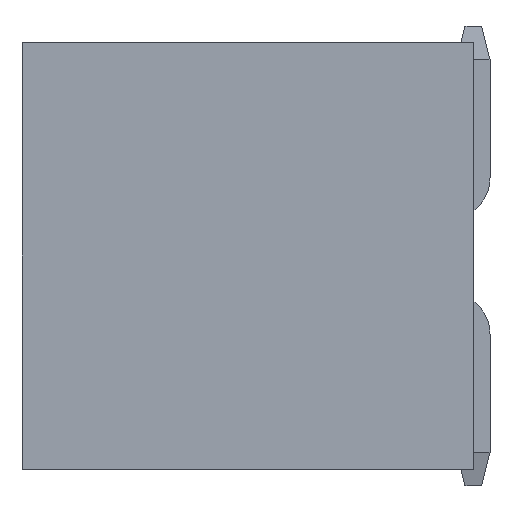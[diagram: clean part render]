
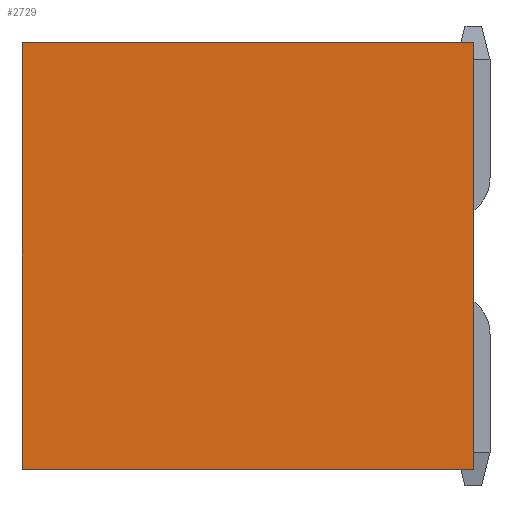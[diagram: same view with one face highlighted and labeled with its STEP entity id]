
A CAD part, left-side view. The second image highlights one B-rep face of the part: STEP entity #2729.
In plain terms, the highlighted planar face has unit normal (-1, 0, 0).
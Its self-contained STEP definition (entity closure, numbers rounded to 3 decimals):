
#113 = CARTESIAN_POINT ( 'NONE',  ( -15.85, 0., 0. ) ) ;
#260 = DIRECTION ( 'NONE',  ( -1., 0., 0. ) ) ;
#294 = CARTESIAN_POINT ( 'NONE',  ( -15.85, 0., -2.55 ) ) ;
#414 = LINE ( 'NONE', #3500, #3606 ) ;
#473 = ORIENTED_EDGE ( 'NONE', *, *, #2517, .T. ) ;
#535 = ORIENTED_EDGE ( 'NONE', *, *, #3274, .F. ) ;
#566 = CARTESIAN_POINT ( 'NONE',  ( -15.85, 5.4, 0. ) ) ;
#626 = VERTEX_POINT ( 'NONE', #628 ) ;
#628 = CARTESIAN_POINT ( 'NONE',  ( -15.85, 5.4, 2.55 ) ) ;
#649 = VERTEX_POINT ( 'NONE', #3757 ) ;
#793 = AXIS2_PLACEMENT_3D ( 'NONE', #294, #260, #3086 ) ;
#882 = CARTESIAN_POINT ( 'NONE',  ( -15.85, 0., -2.55 ) ) ;
#909 = VECTOR ( 'NONE', #3037, 1000. ) ;
#948 = LINE ( 'NONE', #1739, #1919 ) ;
#1042 = EDGE_CURVE ( 'NONE', #2779, #649, #414, .T. ) ;
#1059 = VECTOR ( 'NONE', #2008, 1000. ) ;
#1337 = FACE_OUTER_BOUND ( 'NONE', #1468, .T. ) ;
#1442 = DIRECTION ( 'NONE',  ( 0., 1., 0. ) ) ;
#1462 = EDGE_CURVE ( 'NONE', #626, #649, #3717, .T. ) ;
#1468 = EDGE_LOOP ( 'NONE', ( #3445, #535, #473, #1808 ) ) ;
#1739 = CARTESIAN_POINT ( 'NONE',  ( -15.85, 2.7, 2.55 ) ) ;
#1808 = ORIENTED_EDGE ( 'NONE', *, *, #1462, .T. ) ;
#1919 = VECTOR ( 'NONE', #1442, 1000. ) ;
#2008 = DIRECTION ( 'NONE',  ( 0., 0., -1. ) ) ;
#2248 = DIRECTION ( 'NONE',  ( 0., 1., 0. ) ) ;
#2517 = EDGE_CURVE ( 'NONE', #2970, #626, #948, .T. ) ;
#2729 = ADVANCED_FACE ( 'NONE', ( #1337 ), #2740, .T. ) ;
#2740 = PLANE ( 'NONE',  #793 ) ;
#2779 = VERTEX_POINT ( 'NONE', #882 ) ;
#2970 = VERTEX_POINT ( 'NONE', #3454 ) ;
#3037 = DIRECTION ( 'NONE',  ( 0., 0., -1. ) ) ;
#3086 = DIRECTION ( 'NONE',  ( 0., 0., 1. ) ) ;
#3274 = EDGE_CURVE ( 'NONE', #2970, #2779, #3423, .T. ) ;
#3423 = LINE ( 'NONE', #113, #1059 ) ;
#3445 = ORIENTED_EDGE ( 'NONE', *, *, #1042, .F. ) ;
#3454 = CARTESIAN_POINT ( 'NONE',  ( -15.85, 0., 2.55 ) ) ;
#3500 = CARTESIAN_POINT ( 'NONE',  ( -15.85, 2.7, -2.55 ) ) ;
#3606 = VECTOR ( 'NONE', #2248, 1000. ) ;
#3717 = LINE ( 'NONE', #566, #909 ) ;
#3757 = CARTESIAN_POINT ( 'NONE',  ( -15.85, 5.4, -2.55 ) ) ;
